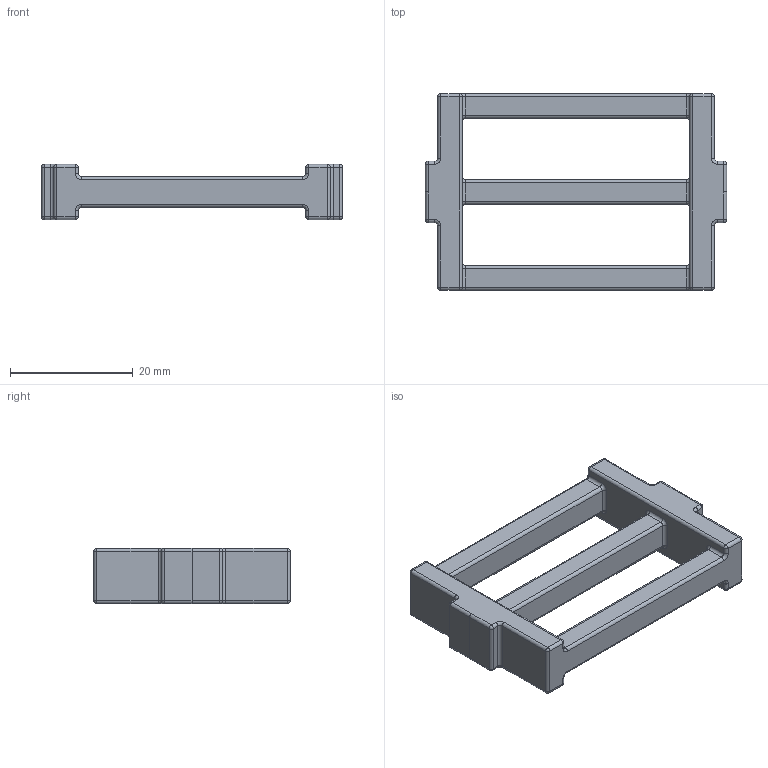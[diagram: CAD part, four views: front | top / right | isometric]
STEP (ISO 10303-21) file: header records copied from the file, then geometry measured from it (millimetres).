
FILE_DESCRIPTION(('CATIA V5 STEP Exchange'),'2;1');
FILE_NAME('Magnet - TN289-1701509 - HAA - 981011.stp','2020-06-09T10:19:40+00:00',('none'),('none'),'CATIA Version 5 Release 20 GA (IN-10)','CATIA V5 STEP AP203','none');
FILE_SCHEMA(('CONFIG_CONTROL_DESIGN'));
Length unit declared in the file: millimetre
Products named in the file (1): Magnet - TN289-1701509 - HAA - 981011
Bounding box: 49 x 32 x 9 mm (x, y, z)
Volume: 4846.3 mm3; surface area: 3635.2 mm2
Topology: 1 solids, 1 shells, 174 faces, 406 edges, 208 vertices
Faces by surface type: cylinder 88, torus 32, plane 30, sphere 24
Entity records: 4476 total; most frequent: ORIENTED_EDGE 764, CARTESIAN_POINT 753, DIRECTION 706, EDGE_CURVE 382, AXIS2_PLACEMENT_3D 367, VERTEX_POINT 208, CIRCLE 204, VECTOR 178
